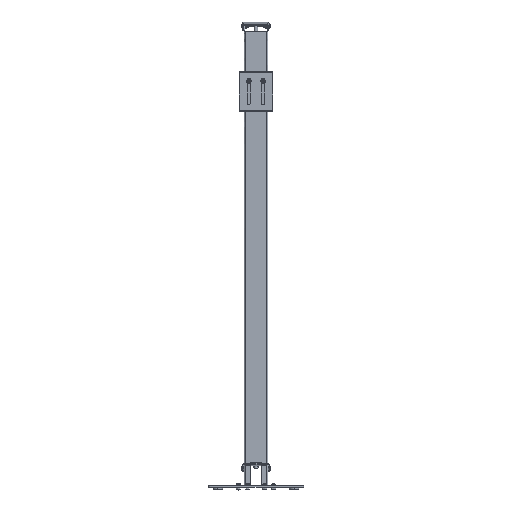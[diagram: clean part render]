
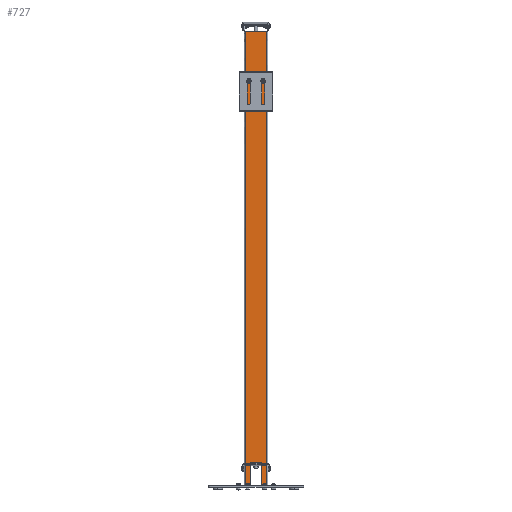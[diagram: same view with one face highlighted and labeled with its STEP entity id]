
A CAD part, top view. The second image highlights one B-rep face of the part: STEP entity #727.
In plain terms, the highlighted free-form (B-spline) face has degree [1, 1] with [2, 2] control points.
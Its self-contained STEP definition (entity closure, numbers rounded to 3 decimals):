
#24 = VERTEX_POINT('',#25);
#25 = CARTESIAN_POINT('',(76.453,1359.623,
    1172.094));
#30 = EDGE_CURVE('',#31,#24,#33,.T.);
#31 = VERTEX_POINT('',#32);
#32 = CARTESIAN_POINT('',(69.23,1359.623,
    1172.094));
#33 = ( BOUNDED_CURVE() B_SPLINE_CURVE(2,(#34,#35,#36,#37,#38),
.UNSPECIFIED.,.F.,.F.) B_SPLINE_CURVE_WITH_KNOTS((3,2,3),(3.142,
4.712,6.283),.PIECEWISE_BEZIER_KNOTS.) CURVE() 
GEOMETRIC_REPRESENTATION_ITEM() RATIONAL_B_SPLINE_CURVE((1.,
0.707,1.,0.707,1.)) REPRESENTATION_ITEM('') );
#34 = CARTESIAN_POINT('',(69.23,1359.623,
    1172.094));
#35 = CARTESIAN_POINT('',(69.23,1356.011,
    1172.094));
#36 = CARTESIAN_POINT('',(72.842,1356.011,
    1172.094));
#37 = CARTESIAN_POINT('',(76.453,1356.011,
    1172.094));
#38 = CARTESIAN_POINT('',(76.453,1359.623,
    1172.094));
#72 = VERTEX_POINT('',#73);
#73 = CARTESIAN_POINT('',(119.795,1359.623,
    1172.094));
#78 = EDGE_CURVE('',#79,#72,#81,.T.);
#79 = VERTEX_POINT('',#80);
#80 = CARTESIAN_POINT('',(112.572,1359.623,
    1172.094));
#81 = ( BOUNDED_CURVE() B_SPLINE_CURVE(2,(#82,#83,#84,#85,#86),
.UNSPECIFIED.,.F.,.F.) B_SPLINE_CURVE_WITH_KNOTS((3,2,3),(0.,
1.571,3.142),.PIECEWISE_BEZIER_KNOTS.) CURVE() 
GEOMETRIC_REPRESENTATION_ITEM() RATIONAL_B_SPLINE_CURVE((1.,
0.707,1.,0.707,1.)) REPRESENTATION_ITEM('') );
#82 = CARTESIAN_POINT('',(112.572,1359.623,
    1172.094));
#83 = CARTESIAN_POINT('',(112.572,1356.011,
    1172.094));
#84 = CARTESIAN_POINT('',(116.183,1356.011,
    1172.094));
#85 = CARTESIAN_POINT('',(119.795,1356.011,
    1172.094));
#86 = CARTESIAN_POINT('',(119.795,1359.623,
    1172.094));
#727 = ADVANCED_FACE('',(#728,#739,#750),#808,.T.);
#728 = FACE_BOUND('',#729,.T.);
#729 = EDGE_LOOP('',(#730,#738));
#730 = ORIENTED_EDGE('',*,*,#731,.F.);
#731 = EDGE_CURVE('',#24,#31,#732,.T.);
#732 = ( BOUNDED_CURVE() B_SPLINE_CURVE(2,(#733,#734,#735,#736,#737),
.UNSPECIFIED.,.F.,.F.) B_SPLINE_CURVE_WITH_KNOTS((3,2,3),(0.,
1.571,3.142),.PIECEWISE_BEZIER_KNOTS.) CURVE() 
GEOMETRIC_REPRESENTATION_ITEM() RATIONAL_B_SPLINE_CURVE((1.,
0.707,1.,0.707,1.)) REPRESENTATION_ITEM('') );
#733 = CARTESIAN_POINT('',(76.453,1359.623,
    1172.094));
#734 = CARTESIAN_POINT('',(76.453,1363.235,
    1172.094));
#735 = CARTESIAN_POINT('',(72.842,1363.235,
    1172.094));
#736 = CARTESIAN_POINT('',(69.23,1363.235,
    1172.094));
#737 = CARTESIAN_POINT('',(69.23,1359.623,
    1172.094));
#738 = ORIENTED_EDGE('',*,*,#30,.F.);
#739 = FACE_BOUND('',#740,.T.);
#740 = EDGE_LOOP('',(#741,#749));
#741 = ORIENTED_EDGE('',*,*,#742,.F.);
#742 = EDGE_CURVE('',#72,#79,#743,.T.);
#743 = ( BOUNDED_CURVE() B_SPLINE_CURVE(2,(#744,#745,#746,#747,#748),
.UNSPECIFIED.,.F.,.F.) B_SPLINE_CURVE_WITH_KNOTS((3,2,3),(3.142,
4.712,6.283),.PIECEWISE_BEZIER_KNOTS.) CURVE() 
GEOMETRIC_REPRESENTATION_ITEM() RATIONAL_B_SPLINE_CURVE((1.,
0.707,1.,0.707,1.)) REPRESENTATION_ITEM('') );
#744 = CARTESIAN_POINT('',(119.795,1359.623,
    1172.094));
#745 = CARTESIAN_POINT('',(119.795,1363.235,
    1172.094));
#746 = CARTESIAN_POINT('',(116.183,1363.235,
    1172.094));
#747 = CARTESIAN_POINT('',(112.572,1363.235,
    1172.094));
#748 = CARTESIAN_POINT('',(112.572,1359.623,
    1172.094));
#749 = ORIENTED_EDGE('',*,*,#78,.F.);
#750 = FACE_BOUND('',#751,.T.);
#751 = EDGE_LOOP('',(#752,#761,#768,#775,#782,#789,#796,#803));
#752 = ORIENTED_EDGE('',*,*,#753,.F.);
#753 = EDGE_CURVE('',#754,#756,#758,.T.);
#754 = VERTEX_POINT('',#755);
#755 = CARTESIAN_POINT('',(112.572,134.838,
    1172.094));
#756 = VERTEX_POINT('',#757);
#757 = CARTESIAN_POINT('',(112.572,203.843,
    1172.094));
#758 = B_SPLINE_CURVE_WITH_KNOTS('',1,(#759,#760),.UNSPECIFIED.,.F.,.F.,
  (2,2),(52.237,100.),.PIECEWISE_BEZIER_KNOTS.);
#759 = CARTESIAN_POINT('',(112.572,134.838,
    1172.094));
#760 = CARTESIAN_POINT('',(112.572,203.843,
    1172.094));
#761 = ORIENTED_EDGE('',*,*,#762,.F.);
#762 = EDGE_CURVE('',#763,#754,#765,.T.);
#763 = VERTEX_POINT('',#764);
#764 = CARTESIAN_POINT('',(127.399,134.838,
    1172.094));
#765 = B_SPLINE_CURVE_WITH_KNOTS('',1,(#766,#767),.UNSPECIFIED.,.F.,.F.,
  (2,2),(0.,10.263),.PIECEWISE_BEZIER_KNOTS.);
#766 = CARTESIAN_POINT('',(127.399,134.838,
    1172.094));
#767 = CARTESIAN_POINT('',(112.572,134.838,
    1172.094));
#768 = ORIENTED_EDGE('',*,*,#769,.T.);
#769 = EDGE_CURVE('',#763,#770,#772,.T.);
#770 = VERTEX_POINT('',#771);
#771 = CARTESIAN_POINT('',(127.399,1511.319,
    1172.094));
#772 = B_SPLINE_CURVE_WITH_KNOTS('',1,(#773,#774),.UNSPECIFIED.,.F.,.F.,
  (2,2),(2.237,955.),.PIECEWISE_BEZIER_KNOTS.);
#773 = CARTESIAN_POINT('',(127.399,134.838,
    1172.094));
#774 = CARTESIAN_POINT('',(127.399,1511.319,
    1172.094));
#775 = ORIENTED_EDGE('',*,*,#776,.F.);
#776 = EDGE_CURVE('',#777,#770,#779,.T.);
#777 = VERTEX_POINT('',#778);
#778 = CARTESIAN_POINT('',(61.626,1511.319,
    1172.094));
#779 = B_SPLINE_CURVE_WITH_KNOTS('',1,(#780,#781),.UNSPECIFIED.,.F.,.F.,
  (2,2),(2.237,47.763),.PIECEWISE_BEZIER_KNOTS.);
#780 = CARTESIAN_POINT('',(61.626,1511.319,
    1172.094));
#781 = CARTESIAN_POINT('',(127.399,1511.319,
    1172.094));
#782 = ORIENTED_EDGE('',*,*,#783,.T.);
#783 = EDGE_CURVE('',#777,#784,#786,.T.);
#784 = VERTEX_POINT('',#785);
#785 = CARTESIAN_POINT('',(61.626,134.838,
    1172.094));
#786 = B_SPLINE_CURVE_WITH_KNOTS('',1,(#787,#788),.UNSPECIFIED.,.F.,.F.,
  (2,2),(15.,967.763),.PIECEWISE_BEZIER_KNOTS.);
#787 = CARTESIAN_POINT('',(61.626,1511.319,
    1172.094));
#788 = CARTESIAN_POINT('',(61.626,134.838,
    1172.094));
#789 = ORIENTED_EDGE('',*,*,#790,.F.);
#790 = EDGE_CURVE('',#791,#784,#793,.T.);
#791 = VERTEX_POINT('',#792);
#792 = CARTESIAN_POINT('',(76.453,134.838,
    1172.094));
#793 = B_SPLINE_CURVE_WITH_KNOTS('',1,(#794,#795),.UNSPECIFIED.,.F.,.F.,
  (2,2),(0.,10.263),.PIECEWISE_BEZIER_KNOTS.);
#794 = CARTESIAN_POINT('',(76.453,134.838,
    1172.094));
#795 = CARTESIAN_POINT('',(61.626,134.838,
    1172.094));
#796 = ORIENTED_EDGE('',*,*,#797,.F.);
#797 = EDGE_CURVE('',#798,#791,#800,.T.);
#798 = VERTEX_POINT('',#799);
#799 = CARTESIAN_POINT('',(76.453,203.843,
    1172.094));
#800 = B_SPLINE_CURVE_WITH_KNOTS('',1,(#801,#802),.UNSPECIFIED.,.F.,.F.,
  (2,2),(-100.,-52.237),.PIECEWISE_BEZIER_KNOTS.);
#801 = CARTESIAN_POINT('',(76.453,203.843,
    1172.094));
#802 = CARTESIAN_POINT('',(76.453,134.838,
    1172.094));
#803 = ORIENTED_EDGE('',*,*,#804,.F.);
#804 = EDGE_CURVE('',#756,#798,#805,.T.);
#805 = B_SPLINE_CURVE_WITH_KNOTS('',1,(#806,#807),.UNSPECIFIED.,.F.,.F.,
  (2,2),(-25.,-0.),.PIECEWISE_BEZIER_KNOTS.);
#806 = CARTESIAN_POINT('',(112.572,203.843,
    1172.094));
#807 = CARTESIAN_POINT('',(76.453,203.843,
    1172.094));
#808 = B_SPLINE_SURFACE_WITH_KNOTS('',1,1,(
    (#809,#810)
    ,(#811,#812
    )),.UNSPECIFIED.,.F.,.F.,.F.,(2,2),(2,2),(-22.763,22.763),(
    -482.763,470.),.PIECEWISE_BEZIER_KNOTS.);
#809 = CARTESIAN_POINT('',(61.626,134.838,
    1172.094));
#810 = CARTESIAN_POINT('',(61.626,1511.319,
    1172.094));
#811 = CARTESIAN_POINT('',(127.399,134.838,
    1172.094));
#812 = CARTESIAN_POINT('',(127.399,1511.319,
    1172.094));
